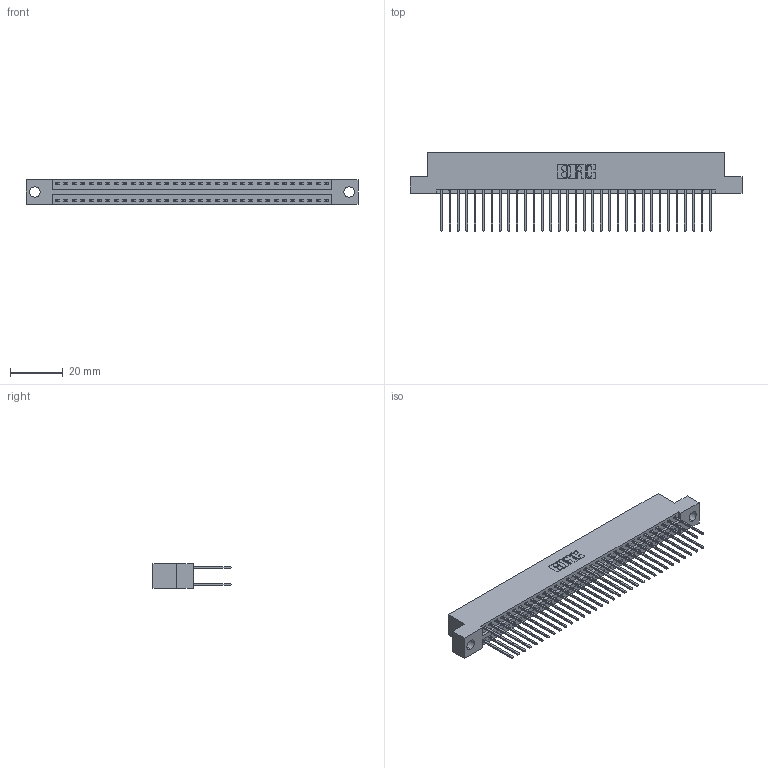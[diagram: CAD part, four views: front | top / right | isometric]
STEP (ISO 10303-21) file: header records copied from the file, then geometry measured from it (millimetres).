
FILE_DESCRIPTION (( 'STEP AP203' ), '1' );
FILE_NAME ('346-066-540-204.STEP', '2022-05-24T17:16:10', ( '' ), ( '' ), 'SwSTEP 2.0', 'SolidWorks 2020', '' );
FILE_SCHEMA (( 'CONFIG_CONTROL_DESIGN' ));
Length unit declared in the file: inch
Products named in the file (3): 345-292-001_345-293-140; 346-066-540-204; 346 Part_Flush Mounting Lugs - 0.156 Dia-TH
Assembly tree (67 placements, depth 2):
  346-066-540-204
    346 Part_Flush Mounting Lugs - 0.156 Dia-TH
    345-292-001_345-293-140  x66
Bounding box: 125.35 x 29.46 x 9.4 mm (x, y, z)
Volume: 12297.4 mm3; surface area: 17793.5 mm2
Topology: 67 solids, 67 shells, 3568 faces, 10595 edges, 6974 vertices
Faces by surface type: plane 2400, cylinder 1168
Entity records: 23185 total; most frequent: CARTESIAN_POINT 3838, ORIENTED_EDGE 3770, DIRECTION 3433, EDGE_CURVE 1885, LINE 1621, VECTOR 1621, VERTEX_POINT 1254, AXIS2_PLACEMENT_3D 906
